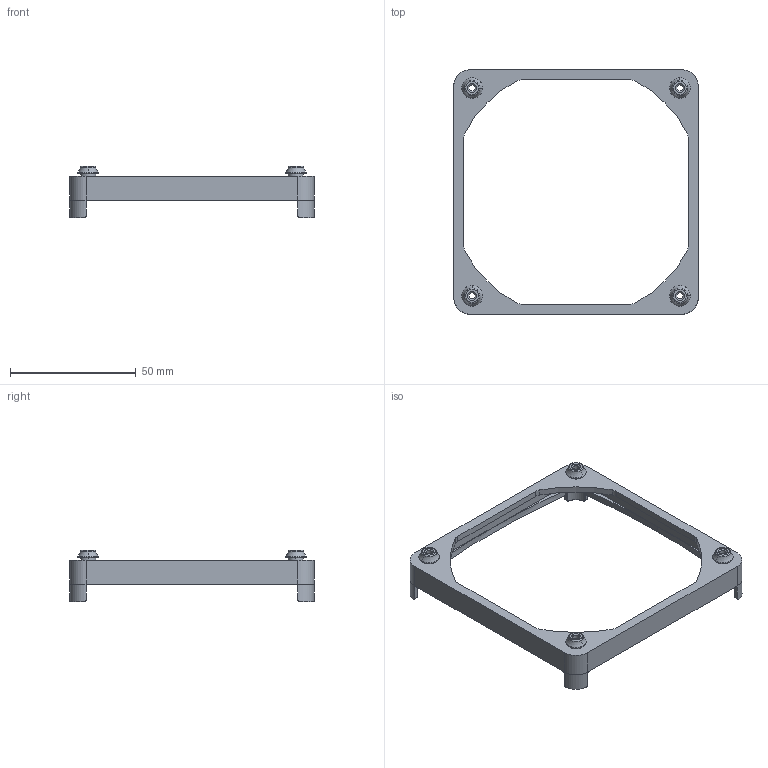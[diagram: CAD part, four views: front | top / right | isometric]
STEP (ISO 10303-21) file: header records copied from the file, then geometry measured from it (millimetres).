
FILE_DESCRIPTION((''),'2;1');
FILE_NAME('LM-92-40-10-F.stp','2012-05-02T22:18:29',(''),(''),'Mechanical Desktop.R8.0.24.0','Mechanical Desktop.R8.0.24.0',', , ');
FILE_SCHEMA(('CONFIG_CONTROL_DESIGN'));
Length unit declared in the file: millimetre
Products named in the file (2): LM-92-40-10-F OVA; LM-92-40-10-F OV
Assembly tree (1 placements, depth 2):
  LM-92-40-10-F OVA
    LM-92-40-10-F OV
Bounding box: 97 x 97 x 20.5 mm (x, y, z)
Volume: 13569.6 mm3; surface area: 13144.3 mm2
Topology: 1 solids, 1 shells, 2008 faces, 5649 edges, 3733 vertices
Faces by surface type: bspline 1462, plane 367, cylinder 119, torus 36, sphere 16, cone 8
Entity records: 73133 total; most frequent: CARTESIAN_POINT 31194, ORIENTED_EDGE 11250, EDGE_CURVE 5625, DIRECTION 4120, VERTEX_POINT 3725, B_SPLINE_CURVE_WITH_KNOTS 2940, VECTOR 2346, LINE 2346
